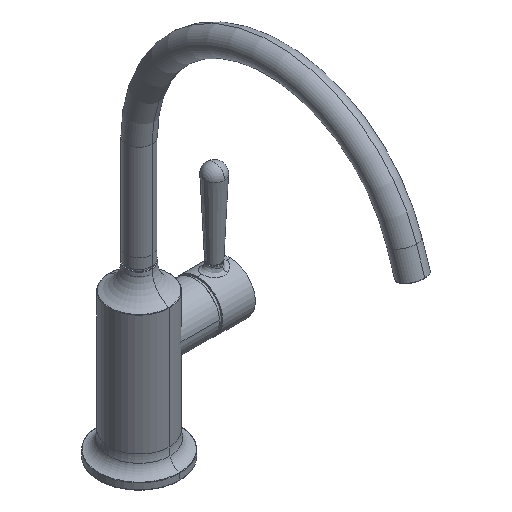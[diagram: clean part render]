
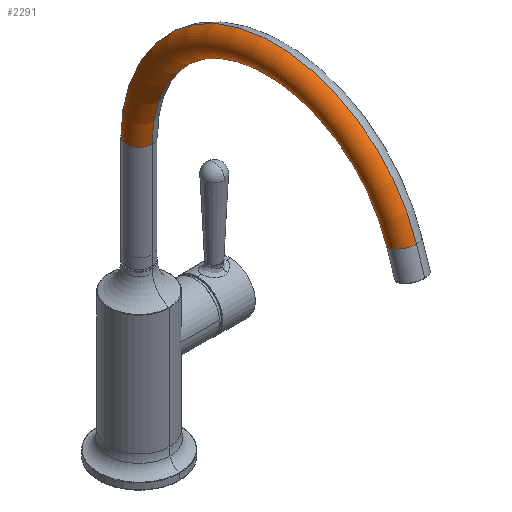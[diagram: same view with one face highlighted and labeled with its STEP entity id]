
A CAD part, isometric view. The second image highlights one B-rep face of the part: STEP entity #2291.
In plain terms, the highlighted toroidal (fillet/blend) face has major radius 100 mm and minor radius 9.5 mm.
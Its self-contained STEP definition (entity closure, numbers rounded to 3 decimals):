
#1 = EDGE_CURVE ( 'NONE', #170, #4062, #3296, .T. ) ;
#12 = ORIENTED_EDGE ( 'NONE', *, *, #1, .F. ) ;
#24 = EDGE_LOOP ( 'NONE', ( #12, #3424, #3131, #2783 ) ) ;
#170 = VERTEX_POINT ( 'NONE', #1792 ) ;
#273 = AXIS2_PLACEMENT_3D ( 'NONE', #3978, #1159, #3998 ) ;
#337 = DIRECTION ( 'NONE',  ( 0., -0.951, 0.309 ) ) ;
#375 = DIRECTION ( 'NONE',  ( 0., 0., -1. ) ) ;
#451 = EDGE_CURVE ( 'NONE', #4062, #1702, #3042, .T. ) ;
#467 = CARTESIAN_POINT ( 'NONE',  ( 0., 78., 9.5 ) ) ;
#707 = DIRECTION ( 'NONE',  ( 0., -0.309, -0.951 ) ) ;
#1159 = DIRECTION ( 'NONE',  ( 1., 0., 0. ) ) ;
#1214 = CIRCLE ( 'NONE', #1673, 9.5 ) ;
#1673 = AXIS2_PLACEMENT_3D ( 'NONE', #1830, #2749, #3731 ) ;
#1702 = VERTEX_POINT ( 'NONE', #3788 ) ;
#1792 = CARTESIAN_POINT ( 'NONE',  ( 0., 78., -9.5 ) ) ;
#1830 = CARTESIAN_POINT ( 'NONE',  ( 0., 78., 0. ) ) ;
#1991 = AXIS2_PLACEMENT_3D ( 'NONE', #3268, #3550, #375 ) ;
#1998 = AXIS2_PLACEMENT_3D ( 'NONE', #3905, #2601, #2301 ) ;
#2212 = EDGE_CURVE ( 'NONE', #3728, #1702, #2252, .T. ) ;
#2252 = CIRCLE ( 'NONE', #1998, 90.5 ) ;
#2291 = ADVANCED_FACE ( 'NONE', ( #2715 ), #3235, .T. ) ;
#2301 = DIRECTION ( 'NONE',  ( 0., 0., -1. ) ) ;
#2601 = DIRECTION ( 'NONE',  ( 1., 0., 0. ) ) ;
#2715 = FACE_OUTER_BOUND ( 'NONE', #24, .T. ) ;
#2749 = DIRECTION ( 'NONE',  ( 0., 1., 0. ) ) ;
#2783 = ORIENTED_EDGE ( 'NONE', *, *, #451, .F. ) ;
#2919 = CARTESIAN_POINT ( 'NONE',  ( 0., 108.902, 195.106 ) ) ;
#3042 = CIRCLE ( 'NONE', #3961, 9.5 ) ;
#3131 = ORIENTED_EDGE ( 'NONE', *, *, #2212, .T. ) ;
#3235 = TOROIDAL_SURFACE ( 'NONE', #273, 100., 9.5 ) ;
#3268 = CARTESIAN_POINT ( 'NONE',  ( 0., 78., 100. ) ) ;
#3296 = CIRCLE ( 'NONE', #1991, 109.5 ) ;
#3411 = CARTESIAN_POINT ( 'NONE',  ( 0., 111.837, 204.141 ) ) ;
#3415 = EDGE_CURVE ( 'NONE', #170, #3728, #1214, .T. ) ;
#3424 = ORIENTED_EDGE ( 'NONE', *, *, #3415, .T. ) ;
#3550 = DIRECTION ( 'NONE',  ( 1., 0., 0. ) ) ;
#3728 = VERTEX_POINT ( 'NONE', #467 ) ;
#3731 = DIRECTION ( 'NONE',  ( 0., 0., 1. ) ) ;
#3788 = CARTESIAN_POINT ( 'NONE',  ( 0., 105.966, 186.071 ) ) ;
#3905 = CARTESIAN_POINT ( 'NONE',  ( 0., 78., 100. ) ) ;
#3961 = AXIS2_PLACEMENT_3D ( 'NONE', #2919, #337, #707 ) ;
#3978 = CARTESIAN_POINT ( 'NONE',  ( 0., 78., 100. ) ) ;
#3998 = DIRECTION ( 'NONE',  ( 0., 0., -1. ) ) ;
#4062 = VERTEX_POINT ( 'NONE', #3411 ) ;
